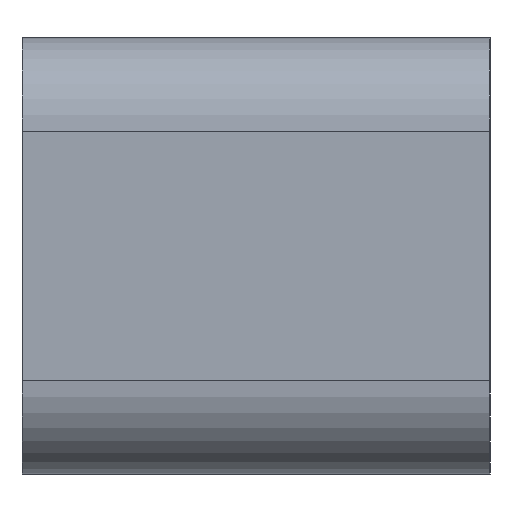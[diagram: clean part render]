
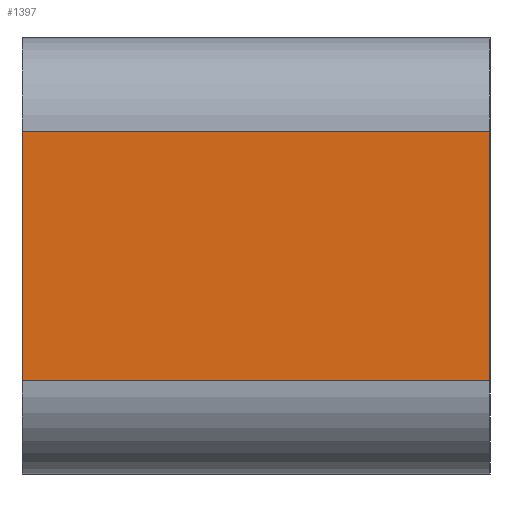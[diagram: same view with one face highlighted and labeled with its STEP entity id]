
A CAD part, left-side view. The second image highlights one B-rep face of the part: STEP entity #1397.
In plain terms, the highlighted planar face has unit normal (-1, 0, 0).
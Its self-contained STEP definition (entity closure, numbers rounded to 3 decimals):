
#39 = CARTESIAN_POINT ( 'NONE',  ( -50., 15., 4. ) ) ;
#84 = EDGE_CURVE ( 'NONE', #359, #849, #1091, .T. ) ;
#157 = CARTESIAN_POINT ( 'NONE',  ( -50., 0., 4. ) ) ;
#179 = CARTESIAN_POINT ( 'NONE',  ( -50., 15., -7. ) ) ;
#233 = VECTOR ( 'NONE', #1420, 1000. ) ;
#244 = AXIS2_PLACEMENT_3D ( 'NONE', #179, #1016, #1337 ) ;
#248 = EDGE_CURVE ( 'NONE', #1460, #359, #463, .T. ) ;
#268 = ORIENTED_EDGE ( 'NONE', *, *, #84, .T. ) ;
#359 = VERTEX_POINT ( 'NONE', #1447 ) ;
#388 = LINE ( 'NONE', #1359, #987 ) ;
#420 = EDGE_CURVE ( 'NONE', #1460, #978, #388, .T. ) ;
#463 = LINE ( 'NONE', #944, #233 ) ;
#512 = ORIENTED_EDGE ( 'NONE', *, *, #420, .F. ) ;
#520 = EDGE_CURVE ( 'NONE', #849, #978, #726, .T. ) ;
#550 = VECTOR ( 'NONE', #746, 1000. ) ;
#627 = VECTOR ( 'NONE', #991, 1000. ) ;
#726 = LINE ( 'NONE', #878, #627 ) ;
#746 = DIRECTION ( 'NONE',  ( 0., 0., 1. ) ) ;
#763 = DIRECTION ( 'NONE',  ( 0., 0., 1. ) ) ;
#832 = CARTESIAN_POINT ( 'NONE',  ( -50., 0., -7. ) ) ;
#849 = VERTEX_POINT ( 'NONE', #157 ) ;
#866 = PLANE ( 'NONE',  #244 ) ;
#878 = CARTESIAN_POINT ( 'NONE',  ( -50., 15., 4. ) ) ;
#944 = CARTESIAN_POINT ( 'NONE',  ( -50., 15., -4. ) ) ;
#978 = VERTEX_POINT ( 'NONE', #39 ) ;
#987 = VECTOR ( 'NONE', #763, 1000. ) ;
#991 = DIRECTION ( 'NONE',  ( 0., 1., 0. ) ) ;
#1016 = DIRECTION ( 'NONE',  ( 1., 0., 0. ) ) ;
#1064 = ORIENTED_EDGE ( 'NONE', *, *, #520, .T. ) ;
#1091 = LINE ( 'NONE', #832, #550 ) ;
#1114 = ORIENTED_EDGE ( 'NONE', *, *, #248, .T. ) ;
#1337 = DIRECTION ( 'NONE',  ( 0., 0., -1. ) ) ;
#1349 = FACE_OUTER_BOUND ( 'NONE', #1403, .T. ) ;
#1359 = CARTESIAN_POINT ( 'NONE',  ( -50., 15., -7. ) ) ;
#1397 = ADVANCED_FACE ( 'NONE', ( #1349 ), #866, .F. ) ;
#1403 = EDGE_LOOP ( 'NONE', ( #268, #1064, #512, #1114 ) ) ;
#1420 = DIRECTION ( 'NONE',  ( 0., -1., 0. ) ) ;
#1447 = CARTESIAN_POINT ( 'NONE',  ( -50., 0., -4. ) ) ;
#1460 = VERTEX_POINT ( 'NONE', #1498 ) ;
#1498 = CARTESIAN_POINT ( 'NONE',  ( -50., 15., -4. ) ) ;
